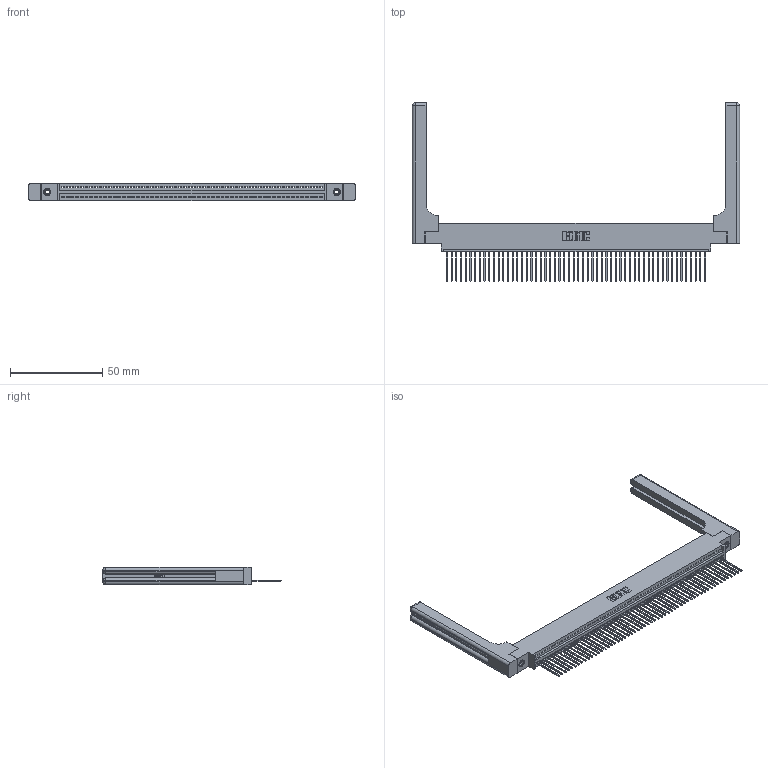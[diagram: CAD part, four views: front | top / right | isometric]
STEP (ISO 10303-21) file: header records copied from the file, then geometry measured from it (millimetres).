
FILE_DESCRIPTION (( 'STEP AP203' ), '1' );
FILE_NAME ('395-056-542-658.STEP', '2019-10-23T23:38:13', ( '' ), ( '' ), 'SwSTEP 2.0', 'SolidWorks 2016', '' );
FILE_SCHEMA (( 'CONFIG_CONTROL_DESIGN' ));
Length unit declared in the file: inch
Products named in the file (5): 345-292-001_345-293-142; 345 Part_0.170 Offset - 0.156 Dia-TH; 345-220-058_345-220-058; 395-056-542-658; 345-250-001_345-250-001-102
Assembly tree (61 placements, depth 2):
  395-056-542-658
    345 Part_0.170 Offset - 0.156 Dia-TH
    345-292-001_345-293-142  x56
    345-250-001_345-250-001-102  x2
    345-220-058_345-220-058  x2
Bounding box: 177.27 x 96.57 x 9.4 mm (x, y, z)
Volume: 25467.8 mm3; surface area: 28952.4 mm2
Topology: 61 solids, 61 shells, 3634 faces, 10875 edges, 7154 vertices
Faces by surface type: plane 2472, cylinder 1102, bspline 36, cone 12, sphere 8, torus 4
Entity records: 45594 total; most frequent: CARTESIAN_POINT 8869, ORIENTED_EDGE 7656, DIRECTION 6672, EDGE_CURVE 3828, LINE 3380, VECTOR 3380, VERTEX_POINT 2542, AXIS2_PLACEMENT_3D 1646
